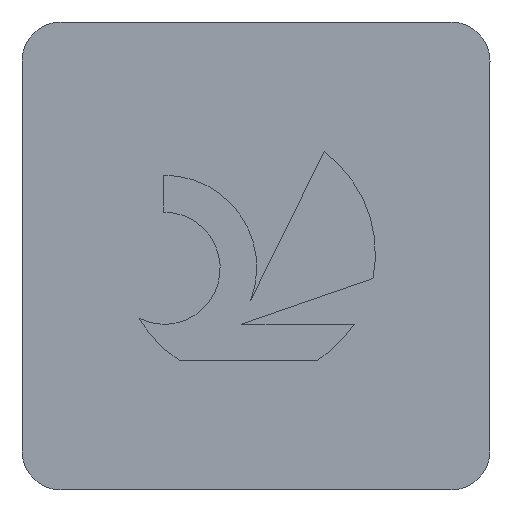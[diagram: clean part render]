
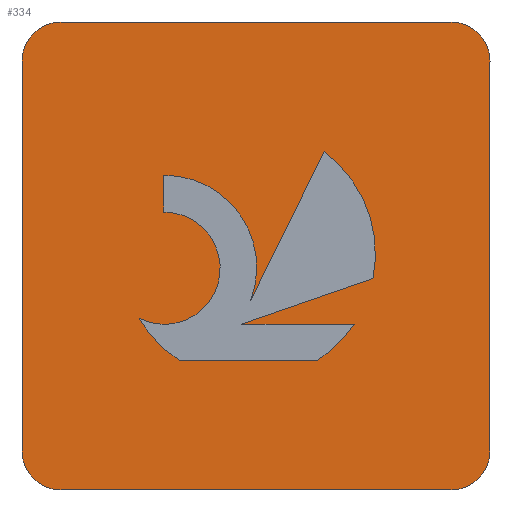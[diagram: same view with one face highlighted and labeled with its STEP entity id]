
A CAD part, top view. The second image highlights one B-rep face of the part: STEP entity #334.
In plain terms, the highlighted planar face has unit normal (0, 0, 1).
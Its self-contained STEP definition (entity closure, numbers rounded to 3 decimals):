
#142=VERTEX_POINT('',#394);
#144=VERTEX_POINT('',#396);
#146=VERTEX_POINT('',#398);
#150=VERTEX_POINT('',#402);
#154=EDGE_CURVE('',#320,#340,#406,.T.);
#162=EDGE_CURVE('',#270,#206,#414,.T.);
#164=EDGE_CURVE('',#294,#150,#416,.T.);
#174=VERTEX_POINT('',#427);
#176=EDGE_CURVE('',#284,#144,#429,.T.);
#178=EDGE_CURVE('',#150,#344,#431,.T.);
#180=EDGE_CURVE('',#144,#174,#433,.T.);
#186=EDGE_CURVE('',#336,#146,#440,.T.);
#192=VERTEX_POINT('',#446);
#198=VERTEX_POINT('',#452);
#206=VERTEX_POINT('',#461);
#208=EDGE_CURVE('',#206,#294,#463,.T.);
#210=EDGE_CURVE('',#174,#318,#465,.T.);
#214=VERTEX_POINT('',#469);
#218=EDGE_CURVE('',#198,#270,#473,.T.);
#220=EDGE_CURVE('',#192,#314,#475,.T.);
#226=EDGE_CURVE('',#340,#198,#481,.T.);
#232=EDGE_CURVE('',#318,#336,#488,.T.);
#260=EDGE_CURVE('',#214,#324,#519,.T.);
#266=EDGE_CURVE('',#146,#142,#526,.T.);
#270=VERTEX_POINT('',#531);
#284=VERTEX_POINT('',#547);
#290=EDGE_CURVE('',#324,#192,#553,.T.);
#294=VERTEX_POINT('',#557);
#314=VERTEX_POINT('',#582);
#318=VERTEX_POINT('',#587);
#320=VERTEX_POINT('',#589);
#324=VERTEX_POINT('',#593);
#326=EDGE_CURVE('',#344,#320,#595,.T.);
#334=ADVANCED_FACE('',(#603,#604),#605,.T.);
#336=VERTEX_POINT('',#607);
#340=VERTEX_POINT('',#612);
#344=VERTEX_POINT('',#616);
#362=EDGE_CURVE('',#142,#214,#636,.T.);
#370=EDGE_CURVE('',#314,#284,#645,.T.);
#394=CARTESIAN_POINT('',(2.418,1.995,0.0));
#396=CARTESIAN_POINT('',(4.646,5.204,0.0));
#398=CARTESIAN_POINT('',(4.548,1.995,0.0));
#402=CARTESIAN_POINT('',(0.,6.6,0.0));
#406=LINE('',#675,#676);
#414=CIRCLE('',#688,0.6);
#416=CIRCLE('',#691,0.6);
#427=CARTESIAN_POINT('',(5.4,3.252,0.0));
#429=LINE('',#707,#708);
#431=LINE('',#711,#712);
#433=CIRCLE('',#715,1.954);
#440=CIRCLE('',#723,1.954);
#446=CARTESIAN_POINT('',(2.181,4.275,0.0));
#452=CARTESIAN_POINT('',(7.2,0.6,0.0));
#461=CARTESIAN_POINT('',(6.6,7.2,0.0));
#463=LINE('',#751,#752);
#465=LINE('',#755,#756);
#469=CARTESIAN_POINT('',(1.8,2.641,0.0));
#473=LINE('',#769,#770);
#475=LINE('',#773,#774);
#481=CIRCLE('',#781,0.6);
#488=LINE('',#791,#792);
#519=CIRCLE('',#840,0.863);
#526=LINE('',#848,#849);
#531=CARTESIAN_POINT('',(7.2,6.6,0.0));
#547=CARTESIAN_POINT('',(3.516,2.912,0.0));
#553=CIRCLE('',#884,0.863);
#557=CARTESIAN_POINT('',(0.6,7.2,0.0));
#582=CARTESIAN_POINT('',(2.181,4.842,0.0));
#587=CARTESIAN_POINT('',(3.384,2.552,0.0));
#589=CARTESIAN_POINT('',(0.6,0.0,0.0));
#593=CARTESIAN_POINT('',(2.572,4.184,0.0));
#595=CIRCLE('',#935,0.6);
#603=FACE_BOUND('',#943,.T.);
#604=FACE_OUTER_BOUND('',#944,.T.);
#605=PLANE('',#945);
#607=CARTESIAN_POINT('',(5.11,2.552,0.0));
#612=CARTESIAN_POINT('',(6.6,0.0,0.0));
#616=CARTESIAN_POINT('',(0.0,0.6,0.0));
#636=CIRCLE('',#987,1.954);
#645=CIRCLE('',#1001,1.42);
#675=CARTESIAN_POINT('',(0.6,0.0,0.0));
#676=VECTOR('',#1015,1.0);
#688=AXIS2_PLACEMENT_3D('',#1020,#1021,#1022);
#691=AXIS2_PLACEMENT_3D('',#1023,#1024,#1025);
#707=CARTESIAN_POINT('',(4.226,4.352,0.0));
#708=VECTOR('',#1040,1.0);
#711=CARTESIAN_POINT('',(0.0,6.6,0.0));
#712=VECTOR('',#1041,1.0);
#715=AXIS2_PLACEMENT_3D('',#1042,#1043,#1044);
#723=AXIS2_PLACEMENT_3D('',#1057,#1058,#1059);
#751=CARTESIAN_POINT('',(6.6,7.2,0.0));
#752=VECTOR('',#1070,1.0);
#755=CARTESIAN_POINT('',(3.643,2.642,0.0));
#756=VECTOR('',#1071,1.0);
#769=CARTESIAN_POINT('',(7.2,0.6,0.0));
#770=VECTOR('',#1074,1.0);
#773=CARTESIAN_POINT('',(2.181,4.221,0.0));
#774=VECTOR('',#1075,1.0);
#781=AXIS2_PLACEMENT_3D('',#1076,#1077,#1078);
#791=CARTESIAN_POINT('',(4.355,2.552,0.0));
#792=VECTOR('',#1088,1.0);
#840=AXIS2_PLACEMENT_3D('',#1126,#1127,#1128);
#848=CARTESIAN_POINT('',(3.009,1.995,0.0));
#849=VECTOR('',#1137,1.0);
#884=AXIS2_PLACEMENT_3D('',#1175,#1176,#1177);
#935=AXIS2_PLACEMENT_3D('',#1235,#1236,#1237);
#943=EDGE_LOOP('',(#1243,#1244,#1245,#1246,#1247,#1248,#1249,#1250,#1251,#1252,#1253));
#944=EDGE_LOOP('',(#1254,#1255,#1256,#1257,#1258,#1259,#1260,#1261));
#945=AXIS2_PLACEMENT_3D('',#1262,#1263,#1264);
#987=AXIS2_PLACEMENT_3D('',#1294,#1295,#1296);
#1001=AXIS2_PLACEMENT_3D('',#1307,#1308,#1309);
#1015=DIRECTION('',(1.0,0.0,0.0));
#1020=CARTESIAN_POINT('',(6.6,6.6,0.0));
#1021=DIRECTION('',(0.0,-0.0,1.0));
#1022=DIRECTION('',(1.0,0.,0.0));
#1023=CARTESIAN_POINT('',(0.6,6.6,0.0));
#1024=DIRECTION('',(0.0,0.0,1.0));
#1025=DIRECTION('',(0.,1.0,0.0));
#1040=DIRECTION('',(0.442,0.897,-0.0));
#1041=DIRECTION('',(0.0,-1.0,0.0));
#1042=CARTESIAN_POINT('',(3.483,3.634,0.0));
#1043=DIRECTION('',(0.0,-0.0,-1.0));
#1044=DIRECTION('',(0.981,-0.196,0.0));
#1057=CARTESIAN_POINT('',(3.483,3.634,0.0));
#1058=DIRECTION('',(0.0,-0.0,-1.0));
#1059=DIRECTION('',(0.545,-0.838,0.0));
#1070=DIRECTION('',(-1.0,0.0,0.0));
#1071=DIRECTION('',(-0.945,-0.328,0.0));
#1074=DIRECTION('',(0.0,1.0,0.0));
#1075=DIRECTION('',(0.0,1.0,0.0));
#1076=CARTESIAN_POINT('',(6.6,0.6,0.0));
#1077=DIRECTION('',(0.0,0.0,1.0));
#1078=DIRECTION('',(0.,-1.0,0.0));
#1088=DIRECTION('',(1.0,0.0,0.0));
#1126=CARTESIAN_POINT('',(2.186,3.412,0.0));
#1127=DIRECTION('',(0.0,0.0,1.0));
#1128=DIRECTION('',(-0.447,-0.894,0.0));
#1137=DIRECTION('',(-1.0,0.0,0.0));
#1175=CARTESIAN_POINT('',(2.186,3.412,0.0));
#1176=DIRECTION('',(0.0,0.0,1.0));
#1177=DIRECTION('',(-0.447,-0.894,0.0));
#1235=CARTESIAN_POINT('',(0.6,0.6,0.0));
#1236=DIRECTION('',(0.0,0.0,1.0));
#1237=DIRECTION('',(-1.0,0.,0.0));
#1243=ORIENTED_EDGE('',*,*,#220,.T.);
#1244=ORIENTED_EDGE('',*,*,#370,.T.);
#1245=ORIENTED_EDGE('',*,*,#176,.T.);
#1246=ORIENTED_EDGE('',*,*,#180,.T.);
#1247=ORIENTED_EDGE('',*,*,#210,.T.);
#1248=ORIENTED_EDGE('',*,*,#232,.T.);
#1249=ORIENTED_EDGE('',*,*,#186,.T.);
#1250=ORIENTED_EDGE('',*,*,#266,.T.);
#1251=ORIENTED_EDGE('',*,*,#362,.T.);
#1252=ORIENTED_EDGE('',*,*,#260,.T.);
#1253=ORIENTED_EDGE('',*,*,#290,.T.);
#1254=ORIENTED_EDGE('',*,*,#154,.T.);
#1255=ORIENTED_EDGE('',*,*,#226,.T.);
#1256=ORIENTED_EDGE('',*,*,#218,.T.);
#1257=ORIENTED_EDGE('',*,*,#162,.T.);
#1258=ORIENTED_EDGE('',*,*,#208,.T.);
#1259=ORIENTED_EDGE('',*,*,#164,.T.);
#1260=ORIENTED_EDGE('',*,*,#178,.T.);
#1261=ORIENTED_EDGE('',*,*,#326,.T.);
#1262=CARTESIAN_POINT('',(3.6,3.6,0.0));
#1263=DIRECTION('',(0.0,0.0,1.0));
#1264=DIRECTION('',(1.0,0.0,0.0));
#1294=CARTESIAN_POINT('',(3.483,3.634,0.0));
#1295=DIRECTION('',(-0.0,0.0,-1.0));
#1296=DIRECTION('',(-0.861,-0.508,0.0));
#1307=CARTESIAN_POINT('',(2.192,3.422,0.0));
#1308=DIRECTION('',(0.0,-0.0,-1.0));
#1309=DIRECTION('',(0.933,-0.359,0.0));
